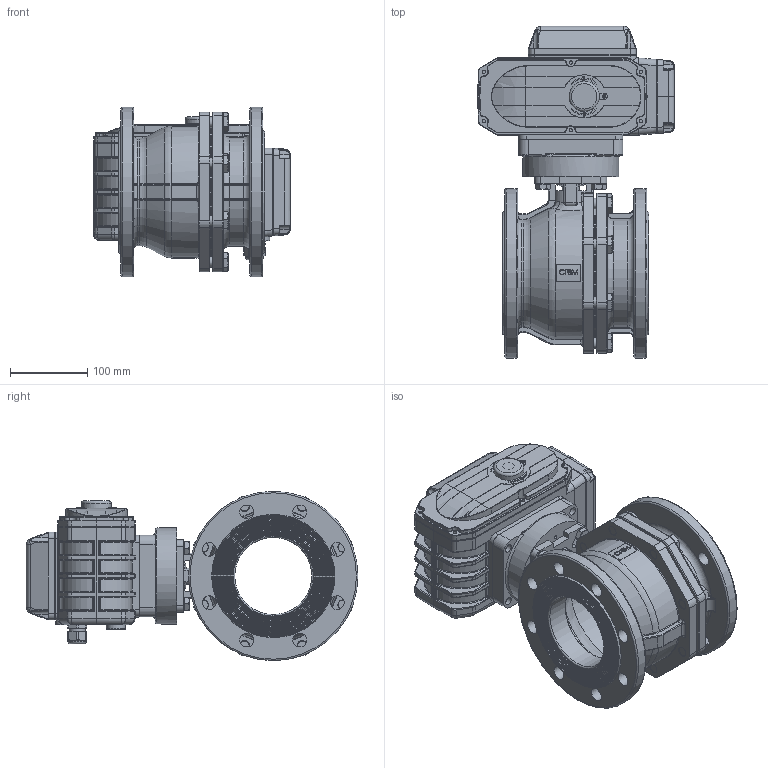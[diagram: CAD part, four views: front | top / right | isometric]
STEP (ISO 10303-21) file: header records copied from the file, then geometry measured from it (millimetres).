
FILE_DESCRIPTION(/* description */ ('Unknown'),/* implementation_level */ '2;1');
FILE_NAME(/* name */ 'AE11_120920-12',/* time_stamp */ '2022-07-11T11:03:33+02:00',/* author */ ('Unknown'),/* organization */ ('Unknown'),/* preprocessor_version */ 'ST-DEVELOPER v16.7',/* originating_system */ 'Solid Edge',/* authorisation */ 'Unknown');
FILE_SCHEMA (('AUTOMOTIVE_DESIGN {1 0 10303 214 3 1 1}'));
Products named in the file (50): AE11_120920-12; 920-12; MV-24D-DD-DN100; MV-24D-LZ-DN100; MV-24D-G(J)-DN100; MV-24D-FGM-DN100; MV-24D-FG-DN100; MV-24D-FS-DN100; MV-24D-T(J)-DN100; AE11-AE16_(AE200_AE400_AE600); NQ40-007 秶郘裔蝶菜; NQ10-035 噩え; TC20X12X7; 盄坶2; NQ40-006 萇蚾裔蝶菜; M倰假蚾啣; NQ40-002A驱动盖(改); NQ10-037 忒雄紱釬諳裔; NQ10-033 硌渀; 盄黑; M型电动执行器直装平视20190829; NQ40-001 眊极; 驱动盖部装(改); NQ40-002A驱动盖(改)_0; NQ40-005驱动盖胶垫; TC20X12X7_0; NQ10-033 硌渀_0; 萇蚾裔窒蚾; NQ40-003 萇蚾裔; NQ40-006 萇蚾裔蝶菜_0; 秶郘裔窒蚾; NQ40-004 秶郘裔; NQ40-007 秶郘裔蝶菜_0; NQ10-037 忒雄紱釬諳裔_0; 盄坶; 盄坶1; 盄坶2_0; 盄黑_0; M倰薊粣ん; M倰假蚾啣_0 ...
Assembly tree (60 placements, depth 5):
  AE11_120920-12
    920-12
      MV-24D-DD-DN100  x2
      MV-24D-LZ-DN100  x8
      MV-24D-G(J)-DN100
      MV-24D-FGM-DN100
      MV-24D-FG-DN100
      MV-24D-FS-DN100
      MV-24D-T(J)-DN100
    AE11-AE16_(AE200_AE400_AE600)
      NQ40-007 秶郘裔蝶菜
      NQ10-035 噩え
      TC20X12X7
      盄坶2
      NQ40-006 萇蚾裔蝶菜
      M倰假蚾啣
      NQ40-002A驱动盖(改)
      NQ10-037 忒雄紱釬諳裔
      NQ10-033 硌渀
      盄黑
      M型电动执行器直装平视20190829
        NQ40-001 眊极
        驱动盖部装(改)
          NQ40-002A驱动盖(改)_0
          NQ40-005驱动盖胶垫
          TC20X12X7_0
        NQ10-033 硌渀_0
        萇蚾裔窒蚾
          NQ40-003 萇蚾裔
          NQ40-006 萇蚾裔蝶菜_0
        秶郘裔窒蚾
          NQ40-004 秶郘裔
          NQ40-007 秶郘裔蝶菜_0
        NQ10-037 忒雄紱釬諳裔_0
        盄坶
          盄坶1
          盄坶2_0
        盄黑_0
        M倰薊粣ん
        M倰假蚾啣_0
        NQ10-034 梓僅啣
        NQ10-035 噩え_0
      NQ40-004 秶郘裔_0
      NQ10-034 梓僅啣_0
      NQ40-005驱动盖胶垫_0
      盄坶1_0
      NQ40-003 萇蚾裔_0
      M倰薊粣ん_0
      NQ40-001 眊极_0
    DIN 933 M10x30 A2-70 BLK_EDST  x4
Bounding box: 255.5 x 431 x 220 mm (x, y, z)
Volume: 5907803.4 mm3; surface area: 880325.5 mm2
Topology: 36 solids, 36 shells, 2977 faces, 7429 edges, 4674 vertices
Faces by surface type: plane 1196, cylinder 900, bspline 355, cone 258, torus 250, sphere 18
Full cylindrical faces by diameter (mm): 2.5 x8, 3.2 x2, 3.3 x4, 3.5 x1, 4 x8, 4.2 x11, 5 x1, 5.5 x14, 5.8 x14, 6.8 x4, 8 x1, 8.5 x6, 10 x4, 10.5 x4, 12 x1, 12.2 x8, 12.3 x1, 13.2 x1, 13.5 x1, 13.8 x1, 14 x9, 14.6 x2, 15 x1, 15.5 x8, 16 x1, 17 x4, 17.4 x1, 18 x13, 18.3 x1, 18.7 x1
Entity records: 128181 total; most frequent: CARTESIAN_POINT 62635, ORIENTED_EDGE 13180, DIRECTION 12920, EDGE_CURVE 6590, AXIS2_PLACEMENT_3D 4831, VERTEX_POINT 4395, FACE_BOUND 3541, EDGE_LOOP 3527
